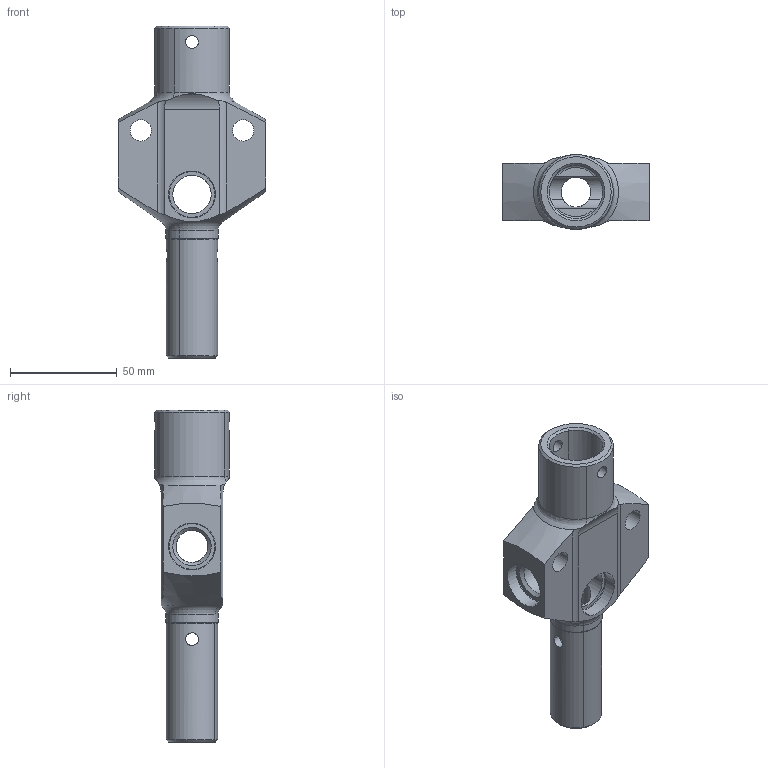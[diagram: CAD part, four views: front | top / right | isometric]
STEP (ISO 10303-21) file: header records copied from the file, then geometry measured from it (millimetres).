
FILE_DESCRIPTION(('CATIA V5 STEP Exchange'),'2;1');
FILE_NAME('EOLX1.2-D-130-001_A.stp','2020-01-30T22:13:31+00:00',('none'),('none'),'CATIA Version 5 Release 21 GA (IN-10)','CATIA V5 STEP AP203','none');
FILE_SCHEMA(('CONFIG_CONTROL_DESIGN'));
Length unit declared in the file: millimetre
Products named in the file (1): EOLX1.2-D-130-001_A
Bounding box: 69 x 35.1 x 155.7 mm (x, y, z)
Volume: 86562.4 mm3; surface area: 33869.3 mm2
Topology: 1 solids, 1 shells, 97 faces, 250 edges, 156 vertices
Faces by surface type: cylinder 44, torus 20, plane 19, cone 14
Entity records: 3207 total; most frequent: CARTESIAN_POINT 1109, ORIENTED_EDGE 500, DIRECTION 278, EDGE_CURVE 250, VERTEX_POINT 156, AXIS2_PLACEMENT_3D 155, EDGE_LOOP 120, CIRCLE 102
